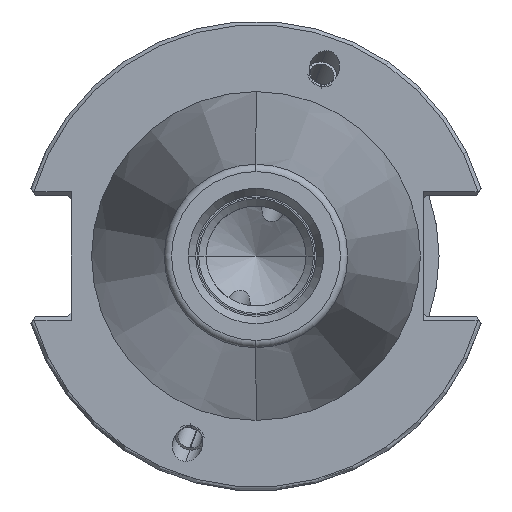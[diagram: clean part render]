
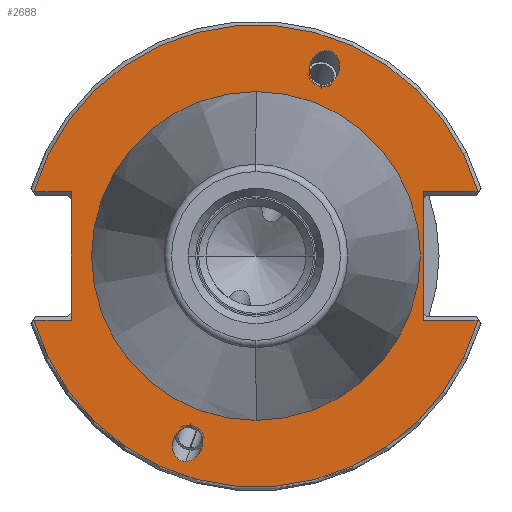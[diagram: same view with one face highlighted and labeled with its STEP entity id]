
A CAD part, left-side view. The second image highlights one B-rep face of the part: STEP entity #2688.
In plain terms, the highlighted planar face has unit normal (-1, 0, 0).
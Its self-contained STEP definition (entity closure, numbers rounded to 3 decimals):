
#116=CARTESIAN_POINT('',(3.175,0.,0.));
#117=DIRECTION('',(1.,0.,0.));
#118=DIRECTION('',(0.,1.,0.));
#119=AXIS2_PLACEMENT_3D('',#116,#117,#118);
#121=CARTESIAN_POINT('',(3.175,0.,0.));
#122=DIRECTION('',(1.,0.,0.));
#123=DIRECTION('',(0.,-1.,0.));
#124=AXIS2_PLACEMENT_3D('',#121,#122,#123);
#126=CARTESIAN_POINT('',(3.175,9.498,-27.766));
#127=CARTESIAN_POINT('',(3.175,9.257,-27.766));
#128=CARTESIAN_POINT('',(3.175,8.727,-27.663));
#129=CARTESIAN_POINT('',(3.175,7.941,-27.117));
#130=CARTESIAN_POINT('',(3.175,7.379,-26.257));
#131=CARTESIAN_POINT('',(3.175,7.151,-25.372));
#132=CARTESIAN_POINT('',(3.175,7.185,-24.486));
#133=CARTESIAN_POINT('',(3.175,7.557,-23.627));
#134=CARTESIAN_POINT('',(3.175,8.223,-23.08));
#135=CARTESIAN_POINT('',(3.175,8.731,-22.978));
#136=CARTESIAN_POINT('',(3.175,8.971,-22.978));
#138=CARTESIAN_POINT('',(3.175,8.971,-22.978));
#139=CARTESIAN_POINT('',(3.175,9.212,-22.978));
#140=CARTESIAN_POINT('',(3.175,9.742,-23.08));
#141=CARTESIAN_POINT('',(3.175,10.528,-23.627));
#142=CARTESIAN_POINT('',(3.175,11.09,-24.486));
#143=CARTESIAN_POINT('',(3.175,11.318,-25.372));
#144=CARTESIAN_POINT('',(3.175,11.284,-26.257));
#145=CARTESIAN_POINT('',(3.175,10.912,-27.117));
#146=CARTESIAN_POINT('',(3.175,10.246,-27.663));
#147=CARTESIAN_POINT('',(3.175,9.738,-27.766));
#148=CARTESIAN_POINT('',(3.175,9.498,-27.766));
#150=CARTESIAN_POINT('',(3.175,-9.498,27.766));
#151=CARTESIAN_POINT('',(3.175,-9.257,27.766));
#152=CARTESIAN_POINT('',(3.175,-8.727,27.663));
#153=CARTESIAN_POINT('',(3.175,-7.941,27.117));
#154=CARTESIAN_POINT('',(3.175,-7.379,26.257));
#155=CARTESIAN_POINT('',(3.175,-7.151,25.372));
#156=CARTESIAN_POINT('',(3.175,-7.185,24.486));
#157=CARTESIAN_POINT('',(3.175,-7.557,23.627));
#158=CARTESIAN_POINT('',(3.175,-8.223,23.08));
#159=CARTESIAN_POINT('',(3.175,-8.731,22.978));
#160=CARTESIAN_POINT('',(3.175,-8.971,22.978));
#162=CARTESIAN_POINT('',(3.175,-8.971,22.978));
#163=CARTESIAN_POINT('',(3.175,-9.212,22.978));
#164=CARTESIAN_POINT('',(3.175,-9.742,23.08));
#165=CARTESIAN_POINT('',(3.175,-10.528,23.627));
#166=CARTESIAN_POINT('',(3.175,-11.09,24.486));
#167=CARTESIAN_POINT('',(3.175,-11.318,25.372));
#168=CARTESIAN_POINT('',(3.175,-11.284,26.257));
#169=CARTESIAN_POINT('',(3.175,-10.912,27.117));
#170=CARTESIAN_POINT('',(3.175,-10.246,27.663));
#171=CARTESIAN_POINT('',(3.175,-9.738,27.766));
#172=CARTESIAN_POINT('',(3.175,-9.498,27.766));
#174=DIRECTION('',(0.,-1.,0.));
#175=VECTOR('',#174,5.017);
#176=CARTESIAN_POINT('',(3.175,30.017,8.69));
#177=LINE('',#176,#175);
#178=DIRECTION('',(0.,-1.,0.));
#179=VECTOR('',#178,7.417);
#180=CARTESIAN_POINT('',(3.175,-22.6,8.69));
#181=LINE('',#180,#179);
#182=DIRECTION('',(0.,1.,0.));
#183=VECTOR('',#182,7.417);
#184=CARTESIAN_POINT('',(3.175,-30.017,-8.69));
#185=LINE('',#184,#183);
#186=DIRECTION('',(0.,1.,0.));
#187=VECTOR('',#186,5.017);
#188=CARTESIAN_POINT('',(3.175,25.,-8.69));
#189=LINE('',#188,#187);
#1441=DIRECTION('',(0.,0.,-1.));
#1442=VECTOR('',#1441,17.38);
#1443=CARTESIAN_POINT('',(3.175,25.,8.69));
#1444=LINE('',#1443,#1442);
#1740=CARTESIAN_POINT('',(3.175,0.,0.));
#1741=DIRECTION('',(-1.,0.,0.));
#1742=DIRECTION('',(0.,0.961,-0.278));
#1743=AXIS2_PLACEMENT_3D('',#1740,#1741,#1742);
#1812=CARTESIAN_POINT('',(3.175,0.,0.));
#1813=DIRECTION('',(-1.,0.,0.));
#1814=DIRECTION('',(0.,-0.961,0.278));
#1815=AXIS2_PLACEMENT_3D('',#1812,#1813,#1814);
#1870=DIRECTION('',(0.,0.,1.));
#1871=VECTOR('',#1870,17.38);
#1872=CARTESIAN_POINT('',(3.175,-22.6,-8.69));
#1873=LINE('',#1872,#1871);
#2149=CARTESIAN_POINT('',(3.175,22.2,0.));
#2150=CARTESIAN_POINT('',(3.175,-22.2,0.));
#2151=VERTEX_POINT('',#2149);
#2152=VERTEX_POINT('',#2150);
#2215=VERTEX_POINT('',#126);
#2216=VERTEX_POINT('',#136);
#2253=CARTESIAN_POINT('',(3.175,30.017,8.69));
#2254=CARTESIAN_POINT('',(3.175,25.,8.69));
#2255=VERTEX_POINT('',#2253);
#2256=VERTEX_POINT('',#2254);
#2261=CARTESIAN_POINT('',(3.175,25.,-8.69));
#2262=CARTESIAN_POINT('',(3.175,30.017,-8.69));
#2263=VERTEX_POINT('',#2261);
#2264=VERTEX_POINT('',#2262);
#2269=CARTESIAN_POINT('',(3.175,-22.6,8.69));
#2270=CARTESIAN_POINT('',(3.175,-30.017,8.69));
#2271=VERTEX_POINT('',#2269);
#2272=VERTEX_POINT('',#2270);
#2277=CARTESIAN_POINT('',(3.175,-30.017,
-8.69));
#2278=CARTESIAN_POINT('',(3.175,-22.6,-8.69));
#2279=VERTEX_POINT('',#2277);
#2280=VERTEX_POINT('',#2278);
#2315=CARTESIAN_POINT('',(3.175,-9.498,27.766));
#2316=VERTEX_POINT('',#2315);
#2317=CARTESIAN_POINT('',(3.175,-8.971,22.978));
#2318=VERTEX_POINT('',#2317);
#2649=CARTESIAN_POINT('',(3.175,0.,0.));
#2650=DIRECTION('',(1.,0.,0.));
#2651=DIRECTION('',(0.,0.,1.));
#2652=AXIS2_PLACEMENT_3D('',#2649,#2650,#2651);
#2653=PLANE('',#2652);
#2655=ORIENTED_EDGE('',*,*,#2654,.F.);
#2657=ORIENTED_EDGE('',*,*,#2656,.F.);
#2659=ORIENTED_EDGE('',*,*,#2658,.F.);
#2661=ORIENTED_EDGE('',*,*,#2660,.F.);
#2663=ORIENTED_EDGE('',*,*,#2662,.F.);
#2665=ORIENTED_EDGE('',*,*,#2664,.F.);
#2667=ORIENTED_EDGE('',*,*,#2666,.F.);
#2669=ORIENTED_EDGE('',*,*,#2668,.F.);
#2670=EDGE_LOOP('',(#2655,#2657,#2659,#2661,#2663,#2665,#2667,#2669));
#2671=FACE_OUTER_BOUND('',#2670,.F.);
#2673=ORIENTED_EDGE('',*,*,#2672,.T.);
#2675=ORIENTED_EDGE('',*,*,#2674,.T.);
#2676=EDGE_LOOP('',(#2673,#2675));
#2677=FACE_BOUND('',#2676,.F.);
#2679=ORIENTED_EDGE('',*,*,#2678,.T.);
#2681=ORIENTED_EDGE('',*,*,#2680,.T.);
#2682=EDGE_LOOP('',(#2679,#2681));
#2683=FACE_BOUND('',#2682,.F.);
#2684=ORIENTED_EDGE('',*,*,#2602,.F.);
#2685=ORIENTED_EDGE('',*,*,#2617,.F.);
#2686=EDGE_LOOP('',(#2684,#2685));
#2687=FACE_BOUND('',#2686,.F.);
#2688=ADVANCED_FACE('',(#2671,#2677,#2683,#2687),#2653,.F.);
#120=CIRCLE('',#119,22.2);
#125=CIRCLE('',#124,22.2);
#137=B_SPLINE_CURVE_WITH_KNOTS('',3,(#126,#127,#128,#129,#130,#131,#132,#133,
#134,#135,#136),.UNSPECIFIED.,.F.,.F.,(4,1,1,1,1,1,1,1,4),(0.,0.125,0.25,
0.375,0.5,0.625,0.75,0.875,1.),.UNSPECIFIED.);
#149=B_SPLINE_CURVE_WITH_KNOTS('',3,(#138,#139,#140,#141,#142,#143,#144,#145,
#146,#147,#148),.UNSPECIFIED.,.F.,.F.,(4,1,1,1,1,1,1,1,4),(0.,0.125,0.25,
0.375,0.5,0.625,0.75,0.875,1.),.UNSPECIFIED.);
#161=B_SPLINE_CURVE_WITH_KNOTS('',3,(#150,#151,#152,#153,#154,#155,#156,#157,
#158,#159,#160),.UNSPECIFIED.,.F.,.F.,(4,1,1,1,1,1,1,1,4),(0.,0.125,0.25,
0.375,0.5,0.625,0.75,0.875,1.),.UNSPECIFIED.);
#173=B_SPLINE_CURVE_WITH_KNOTS('',3,(#162,#163,#164,#165,#166,#167,#168,#169,
#170,#171,#172),.UNSPECIFIED.,.F.,.F.,(4,1,1,1,1,1,1,1,4),(0.,0.125,0.25,
0.375,0.5,0.625,0.75,0.875,1.),.UNSPECIFIED.);
#1744=CIRCLE('',#1743,31.25);
#1816=CIRCLE('',#1815,31.25);
#2602=EDGE_CURVE('',#2151,#2152,#120,.T.);
#2617=EDGE_CURVE('',#2152,#2151,#125,.T.);
#2654=EDGE_CURVE('',#2255,#2256,#177,.T.);
#2656=EDGE_CURVE('',#2272,#2255,#1816,.T.);
#2658=EDGE_CURVE('',#2271,#2272,#181,.T.);
#2660=EDGE_CURVE('',#2280,#2271,#1873,.T.);
#2662=EDGE_CURVE('',#2279,#2280,#185,.T.);
#2664=EDGE_CURVE('',#2264,#2279,#1744,.T.);
#2666=EDGE_CURVE('',#2263,#2264,#189,.T.);
#2668=EDGE_CURVE('',#2256,#2263,#1444,.T.);
#2672=EDGE_CURVE('',#2215,#2216,#137,.T.);
#2674=EDGE_CURVE('',#2216,#2215,#149,.T.);
#2678=EDGE_CURVE('',#2316,#2318,#161,.T.);
#2680=EDGE_CURVE('',#2318,#2316,#173,.T.);
